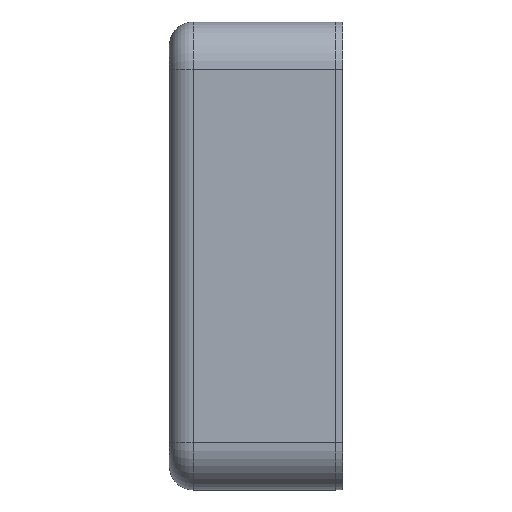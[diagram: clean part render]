
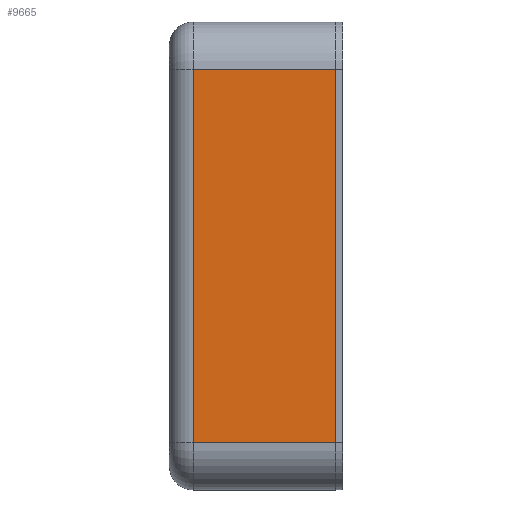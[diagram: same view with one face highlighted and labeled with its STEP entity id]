
A CAD part, left-side view. The second image highlights one B-rep face of the part: STEP entity #9665.
In plain terms, the highlighted planar face has unit normal (-1, 0, 0).
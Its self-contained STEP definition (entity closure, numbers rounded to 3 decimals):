
#418 = CARTESIAN_POINT ( 'NONE',  ( 0., 28., 0. ) ) ;
#599 = VERTEX_POINT ( 'NONE', #7890 ) ;
#1089 = EDGE_CURVE ( 'NONE', #7569, #4352, #11808, .T. ) ;
#2016 = CARTESIAN_POINT ( 'NONE',  ( 0., 24., 8. ) ) ;
#2575 = VECTOR ( 'NONE', #14181, 1000. ) ;
#2690 = DIRECTION ( 'NONE',  ( 0., 0., -1. ) ) ;
#2855 = VECTOR ( 'NONE', #6396, 1000. ) ;
#3924 = VERTEX_POINT ( 'NONE', #10582 ) ;
#4130 = CARTESIAN_POINT ( 'NONE',  ( 0., 28., 8. ) ) ;
#4279 = EDGE_LOOP ( 'NONE', ( #4304, #13990, #10225, #9668 ) ) ;
#4304 = ORIENTED_EDGE ( 'NONE', *, *, #10736, .T. ) ;
#4352 = VERTEX_POINT ( 'NONE', #12176 ) ;
#5411 = CARTESIAN_POINT ( 'NONE',  ( 0., 28., 71. ) ) ;
#5453 = VECTOR ( 'NONE', #8201, 1000. ) ;
#6133 = EDGE_CURVE ( 'NONE', #3924, #7569, #9235, .T. ) ;
#6396 = DIRECTION ( 'NONE',  ( 0., -1., 0. ) ) ;
#7569 = VERTEX_POINT ( 'NONE', #2016 ) ;
#7890 = CARTESIAN_POINT ( 'NONE',  ( 0., 0., 71. ) ) ;
#8201 = DIRECTION ( 'NONE',  ( 0., 0., -1. ) ) ;
#8207 = LINE ( 'NONE', #12673, #2575 ) ;
#9235 = LINE ( 'NONE', #11420, #5453 ) ;
#9337 = AXIS2_PLACEMENT_3D ( 'NONE', #418, #12694, #2690 ) ;
#9478 = FACE_OUTER_BOUND ( 'NONE', #4279, .T. ) ;
#9665 = ADVANCED_FACE ( 'NONE', ( #9478 ), #13923, .F. ) ;
#9668 = ORIENTED_EDGE ( 'NONE', *, *, #10130, .T. ) ;
#10130 = EDGE_CURVE ( 'NONE', #4352, #599, #8207, .T. ) ;
#10225 = ORIENTED_EDGE ( 'NONE', *, *, #1089, .T. ) ;
#10582 = CARTESIAN_POINT ( 'NONE',  ( 0., 24., 71. ) ) ;
#10736 = EDGE_CURVE ( 'NONE', #599, #3924, #11458, .T. ) ;
#11312 = DIRECTION ( 'NONE',  ( 0., 1., 0. ) ) ;
#11420 = CARTESIAN_POINT ( 'NONE',  ( 0., 24., 8. ) ) ;
#11458 = LINE ( 'NONE', #5411, #13972 ) ;
#11808 = LINE ( 'NONE', #4130, #2855 ) ;
#12176 = CARTESIAN_POINT ( 'NONE',  ( 0., 0., 8. ) ) ;
#12673 = CARTESIAN_POINT ( 'NONE',  ( 0., 0., 0. ) ) ;
#12694 = DIRECTION ( 'NONE',  ( 1., 0., 0. ) ) ;
#13923 = PLANE ( 'NONE',  #9337 ) ;
#13972 = VECTOR ( 'NONE', #11312, 1000. ) ;
#13990 = ORIENTED_EDGE ( 'NONE', *, *, #6133, .T. ) ;
#14181 = DIRECTION ( 'NONE',  ( 0., 0., 1. ) ) ;
